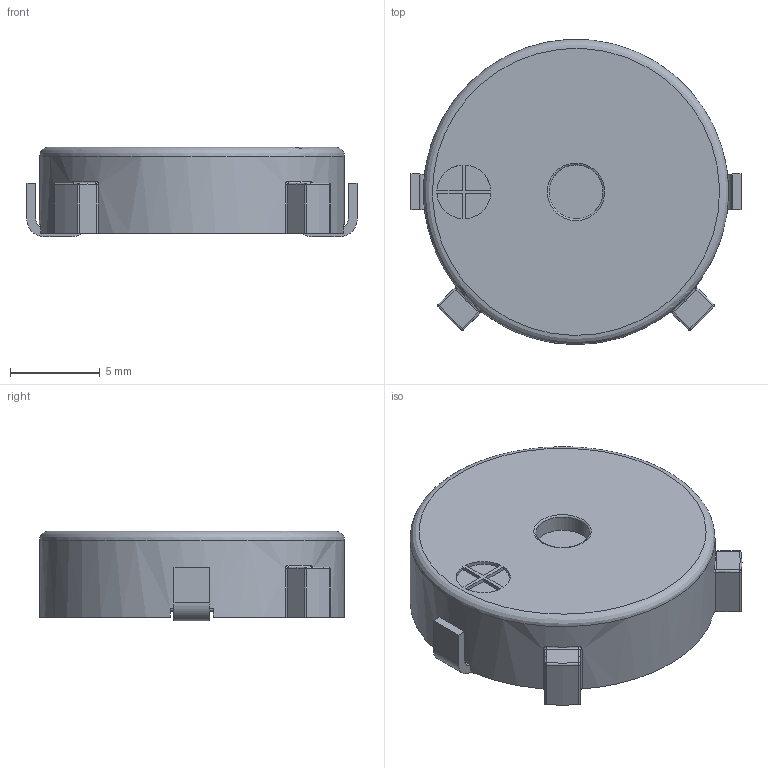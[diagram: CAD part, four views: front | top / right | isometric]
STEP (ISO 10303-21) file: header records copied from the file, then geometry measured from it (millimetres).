
FILE_DESCRIPTION(/* description */ (''),/* implementation_level */ '2;1');
FILE_NAME(/* name */ 'SMD-17D12, EKULIT,SMD Piezo buzzer',/* time_stamp */ '2022-06-18T14:48:18+02:00',/* author */ (''),/* organization */ (''),/* preprocessor_version */ 'ST-DEVELOPER v16.5',/* originating_system */ '',/* authorisation */ '');
FILE_SCHEMA (('AUTOMOTIVE_DESIGN'));
Length unit declared in the file: millimetre
Products named in the file (1): Document
Bounding box: 18.4 x 16.99 x 5 mm (x, y, z)
Volume: 602.6 mm3; surface area: 1375.1 mm2
Topology: 4 solids, 4 shells, 106 faces, 258 edges, 164 vertices
Faces by surface type: bspline 58, plane 48
Entity records: 3075 total; most frequent: CARTESIAN_POINT 1496, ORIENTED_EDGE 516, EDGE_CURVE 258, VERTEX_POINT 164, EDGE_LOOP 116, ADVANCED_FACE 106, FACE_OUTER_BOUND 106, B_SPLINE_CURVE_WITH_KNOTS 92
